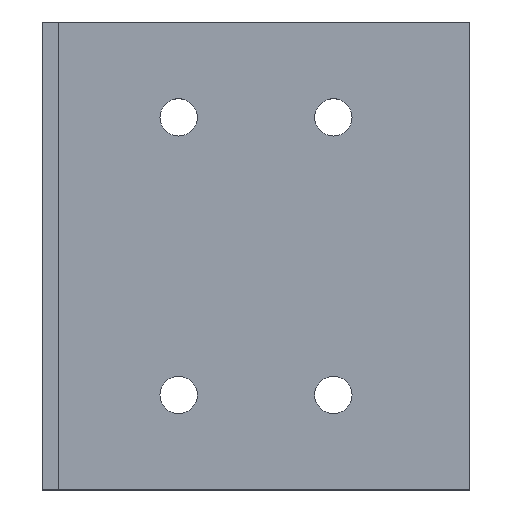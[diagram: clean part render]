
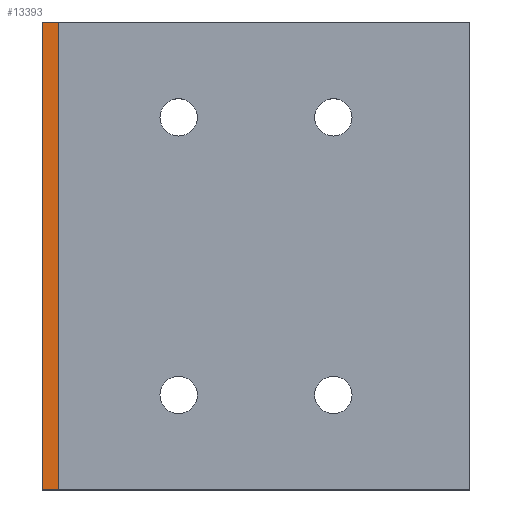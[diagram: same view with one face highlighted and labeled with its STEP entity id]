
A CAD part, top view. The second image highlights one B-rep face of the part: STEP entity #13393.
In plain terms, the highlighted planar face has unit normal (0, 0, 1).
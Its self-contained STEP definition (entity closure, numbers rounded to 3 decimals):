
#253 = PLANE('',#254);
#254 = AXIS2_PLACEMENT_3D('',#255,#256,#257);
#255 = CARTESIAN_POINT('',(1.5,0.,0.));
#256 = DIRECTION('',(-1.,0.,0.));
#257 = DIRECTION('',(0.,0.,1.));
#7205 = PLANE('',#7206);
#7206 = AXIS2_PLACEMENT_3D('',#7207,#7208,#7209);
#7207 = CARTESIAN_POINT('',(1.5,0.,0.));
#7208 = DIRECTION('',(0.,1.,0.));
#7209 = DIRECTION('',(-1.,0.,0.));
#7221 = VERTEX_POINT('',#7222);
#7222 = CARTESIAN_POINT('',(1.5,43.8,22.));
#7236 = PLANE('',#7237);
#7237 = AXIS2_PLACEMENT_3D('',#7238,#7239,#7240);
#7238 = CARTESIAN_POINT('',(1.5,43.8,0.));
#7239 = DIRECTION('',(0.,1.,0.));
#7240 = DIRECTION('',(-1.,0.,0.));
#7250 = VERTEX_POINT('',#7251);
#7251 = CARTESIAN_POINT('',(1.5,0.,22.));
#7272 = EDGE_CURVE('',#7250,#7221,#7273,.T.);
#7273 = SURFACE_CURVE('',#7274,(#7278,#7285),.PCURVE_S1.);
#7274 = LINE('',#7275,#7276);
#7275 = CARTESIAN_POINT('',(1.5,0.,22.));
#7276 = VECTOR('',#7277,1.);
#7277 = DIRECTION('',(0.,1.,0.));
#7278 = PCURVE('',#253,#7279);
#7279 = DEFINITIONAL_REPRESENTATION('',(#7280),#7284);
#7280 = LINE('',#7281,#7282);
#7281 = CARTESIAN_POINT('',(22.,0.));
#7282 = VECTOR('',#7283,1.);
#7283 = DIRECTION('',(0.,1.));
#7284 = ( GEOMETRIC_REPRESENTATION_CONTEXT(2) 
PARAMETRIC_REPRESENTATION_CONTEXT() REPRESENTATION_CONTEXT('2D SPACE',''
  ) );
#7285 = PCURVE('',#7286,#7291);
#7286 = PLANE('',#7287);
#7287 = AXIS2_PLACEMENT_3D('',#7288,#7289,#7290);
#7288 = CARTESIAN_POINT('',(1.5,0.,22.));
#7289 = DIRECTION('',(0.,0.,1.));
#7290 = DIRECTION('',(-1.,0.,0.));
#7291 = DEFINITIONAL_REPRESENTATION('',(#7292),#7296);
#7292 = LINE('',#7293,#7294);
#7293 = CARTESIAN_POINT('',(0.,0.));
#7294 = VECTOR('',#7295,1.);
#7295 = DIRECTION('',(0.,-1.));
#7296 = ( GEOMETRIC_REPRESENTATION_CONTEXT(2) 
PARAMETRIC_REPRESENTATION_CONTEXT() REPRESENTATION_CONTEXT('2D SPACE',''
  ) );
#13270 = VERTEX_POINT('',#13271);
#13271 = CARTESIAN_POINT('',(0.,0.,22.));
#13285 = PLANE('',#13286);
#13286 = AXIS2_PLACEMENT_3D('',#13287,#13288,#13289);
#13287 = CARTESIAN_POINT('',(0.,0.,0.));
#13288 = DIRECTION('',(-1.,0.,0.));
#13289 = DIRECTION('',(0.,0.,1.));
#13297 = EDGE_CURVE('',#7250,#13270,#13298,.T.);
#13298 = SURFACE_CURVE('',#13299,(#13303,#13310),.PCURVE_S1.);
#13299 = LINE('',#13300,#13301);
#13300 = CARTESIAN_POINT('',(1.5,0.,22.));
#13301 = VECTOR('',#13302,1.);
#13302 = DIRECTION('',(-1.,0.,0.));
#13303 = PCURVE('',#7205,#13304);
#13304 = DEFINITIONAL_REPRESENTATION('',(#13305),#13309);
#13305 = LINE('',#13306,#13307);
#13306 = CARTESIAN_POINT('',(0.,22.));
#13307 = VECTOR('',#13308,1.);
#13308 = DIRECTION('',(1.,0.));
#13309 = ( GEOMETRIC_REPRESENTATION_CONTEXT(2) 
PARAMETRIC_REPRESENTATION_CONTEXT() REPRESENTATION_CONTEXT('2D SPACE',''
  ) );
#13310 = PCURVE('',#7286,#13311);
#13311 = DEFINITIONAL_REPRESENTATION('',(#13312),#13316);
#13312 = LINE('',#13313,#13314);
#13313 = CARTESIAN_POINT('',(0.,0.));
#13314 = VECTOR('',#13315,1.);
#13315 = DIRECTION('',(1.,0.));
#13316 = ( GEOMETRIC_REPRESENTATION_CONTEXT(2) 
PARAMETRIC_REPRESENTATION_CONTEXT() REPRESENTATION_CONTEXT('2D SPACE',''
  ) );
#13351 = VERTEX_POINT('',#13352);
#13352 = CARTESIAN_POINT('',(0.,43.8,22.));
#13373 = EDGE_CURVE('',#7221,#13351,#13374,.T.);
#13374 = SURFACE_CURVE('',#13375,(#13379,#13386),.PCURVE_S1.);
#13375 = LINE('',#13376,#13377);
#13376 = CARTESIAN_POINT('',(1.5,43.8,22.));
#13377 = VECTOR('',#13378,1.);
#13378 = DIRECTION('',(-1.,0.,0.));
#13379 = PCURVE('',#7236,#13380);
#13380 = DEFINITIONAL_REPRESENTATION('',(#13381),#13385);
#13381 = LINE('',#13382,#13383);
#13382 = CARTESIAN_POINT('',(0.,22.));
#13383 = VECTOR('',#13384,1.);
#13384 = DIRECTION('',(1.,0.));
#13385 = ( GEOMETRIC_REPRESENTATION_CONTEXT(2) 
PARAMETRIC_REPRESENTATION_CONTEXT() REPRESENTATION_CONTEXT('2D SPACE',''
  ) );
#13386 = PCURVE('',#7286,#13387);
#13387 = DEFINITIONAL_REPRESENTATION('',(#13388),#13392);
#13388 = LINE('',#13389,#13390);
#13389 = CARTESIAN_POINT('',(0.,-43.8));
#13390 = VECTOR('',#13391,1.);
#13391 = DIRECTION('',(1.,0.));
#13392 = ( GEOMETRIC_REPRESENTATION_CONTEXT(2) 
PARAMETRIC_REPRESENTATION_CONTEXT() REPRESENTATION_CONTEXT('2D SPACE',''
  ) );
#13393 = ADVANCED_FACE('',(#13394),#7286,.T.);
#13394 = FACE_BOUND('',#13395,.T.);
#13395 = EDGE_LOOP('',(#13396,#13397,#13398,#13399));
#13396 = ORIENTED_EDGE('',*,*,#13297,.F.);
#13397 = ORIENTED_EDGE('',*,*,#7272,.T.);
#13398 = ORIENTED_EDGE('',*,*,#13373,.T.);
#13399 = ORIENTED_EDGE('',*,*,#13400,.F.);
#13400 = EDGE_CURVE('',#13270,#13351,#13401,.T.);
#13401 = SURFACE_CURVE('',#13402,(#13406,#13413),.PCURVE_S1.);
#13402 = LINE('',#13403,#13404);
#13403 = CARTESIAN_POINT('',(0.,0.,22.));
#13404 = VECTOR('',#13405,1.);
#13405 = DIRECTION('',(0.,1.,0.));
#13406 = PCURVE('',#7286,#13407);
#13407 = DEFINITIONAL_REPRESENTATION('',(#13408),#13412);
#13408 = LINE('',#13409,#13410);
#13409 = CARTESIAN_POINT('',(1.5,0.));
#13410 = VECTOR('',#13411,1.);
#13411 = DIRECTION('',(0.,-1.));
#13412 = ( GEOMETRIC_REPRESENTATION_CONTEXT(2) 
PARAMETRIC_REPRESENTATION_CONTEXT() REPRESENTATION_CONTEXT('2D SPACE',''
  ) );
#13413 = PCURVE('',#13285,#13414);
#13414 = DEFINITIONAL_REPRESENTATION('',(#13415),#13419);
#13415 = LINE('',#13416,#13417);
#13416 = CARTESIAN_POINT('',(22.,0.));
#13417 = VECTOR('',#13418,1.);
#13418 = DIRECTION('',(0.,1.));
#13419 = ( GEOMETRIC_REPRESENTATION_CONTEXT(2) 
PARAMETRIC_REPRESENTATION_CONTEXT() REPRESENTATION_CONTEXT('2D SPACE',''
  ) );
